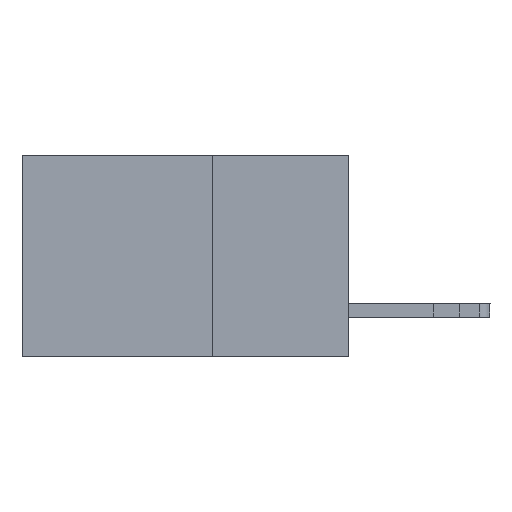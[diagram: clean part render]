
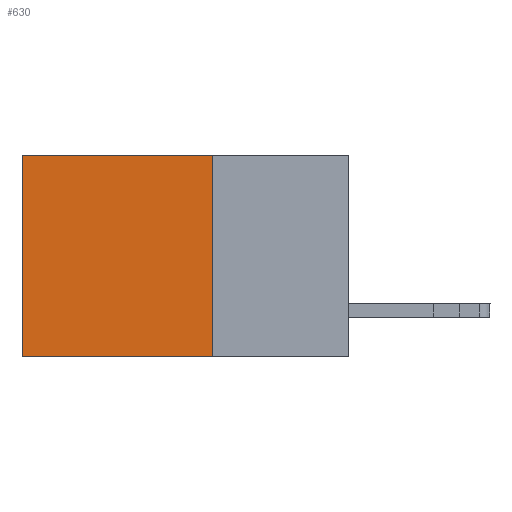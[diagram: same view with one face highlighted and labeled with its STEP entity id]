
A CAD part, left-side view. The second image highlights one B-rep face of the part: STEP entity #630.
In plain terms, the highlighted planar face has unit normal (-1, 0, 0).
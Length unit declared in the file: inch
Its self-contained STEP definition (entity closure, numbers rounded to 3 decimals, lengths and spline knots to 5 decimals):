
#24 = ORIENTED_EDGE ( 'NONE', *, *, #10535, .T. ) ;
#25 = ORIENTED_EDGE ( 'NONE', *, *, #15445, .F. ) ;
#60 = CARTESIAN_POINT ( 'NONE',  ( 0.298, 0.25, 0. ) ) ;
#630 = ADVANCED_FACE ( 'NONE', ( #11070 ), #972, .F. ) ;
#972 = PLANE ( 'NONE',  #1158 ) ;
#1158 = AXIS2_PLACEMENT_3D ( 'NONE', #11156, #23575, #23653 ) ;
#1991 = DIRECTION ( 'NONE',  ( 0., 1., 0. ) ) ;
#2392 = VERTEX_POINT ( 'NONE', #4261 ) ;
#4109 = CARTESIAN_POINT ( 'NONE',  ( 0.298, 0.25, -0.37 ) ) ;
#4261 = CARTESIAN_POINT ( 'NONE',  ( 0.298, 0.25, -0.37 ) ) ;
#4270 = LINE ( 'NONE', #11188, #8837 ) ;
#5520 = VECTOR ( 'NONE', #1991, 39.37008 ) ;
#6892 = VERTEX_POINT ( 'NONE', #16051 ) ;
#8837 = VECTOR ( 'NONE', #15234, 39.37008 ) ;
#9833 = CARTESIAN_POINT ( 'NONE',  ( 0.298, 0.25, 0. ) ) ;
#10077 = LINE ( 'NONE', #9833, #15824 ) ;
#10535 = EDGE_CURVE ( 'NONE', #24060, #6892, #4270, .T. ) ;
#10798 = DIRECTION ( 'NONE',  ( 0., 0., -1. ) ) ;
#11030 = LINE ( 'NONE', #16633, #20954 ) ;
#11070 = FACE_OUTER_BOUND ( 'NONE', #21988, .T. ) ;
#11156 = CARTESIAN_POINT ( 'NONE',  ( 0.298, 0.25, 0. ) ) ;
#11188 = CARTESIAN_POINT ( 'NONE',  ( 0.298, 0.6, 0. ) ) ;
#14246 = ORIENTED_EDGE ( 'NONE', *, *, #21156, .T. ) ;
#14510 = CARTESIAN_POINT ( 'NONE',  ( 0.298, 0.6, 0. ) ) ;
#15234 = DIRECTION ( 'NONE',  ( 0., 0., -1. ) ) ;
#15445 = EDGE_CURVE ( 'NONE', #23604, #2392, #11030, .T. ) ;
#15801 = LINE ( 'NONE', #4109, #5520 ) ;
#15824 = VECTOR ( 'NONE', #19608, 39.37008 ) ;
#16051 = CARTESIAN_POINT ( 'NONE',  ( 0.298, 0.6, -0.37 ) ) ;
#16633 = CARTESIAN_POINT ( 'NONE',  ( 0.298, 0.25, 0. ) ) ;
#19608 = DIRECTION ( 'NONE',  ( 0., 1., 0. ) ) ;
#20389 = ORIENTED_EDGE ( 'NONE', *, *, #21787, .F. ) ;
#20954 = VECTOR ( 'NONE', #10798, 39.37008 ) ;
#21156 = EDGE_CURVE ( 'NONE', #23604, #24060, #10077, .T. ) ;
#21787 = EDGE_CURVE ( 'NONE', #2392, #6892, #15801, .T. ) ;
#21988 = EDGE_LOOP ( 'NONE', ( #24, #20389, #25, #14246 ) ) ;
#23575 = DIRECTION ( 'NONE',  ( 1., 0., 0. ) ) ;
#23604 = VERTEX_POINT ( 'NONE', #60 ) ;
#23653 = DIRECTION ( 'NONE',  ( 0., 0., -1. ) ) ;
#24060 = VERTEX_POINT ( 'NONE', #14510 ) ;
